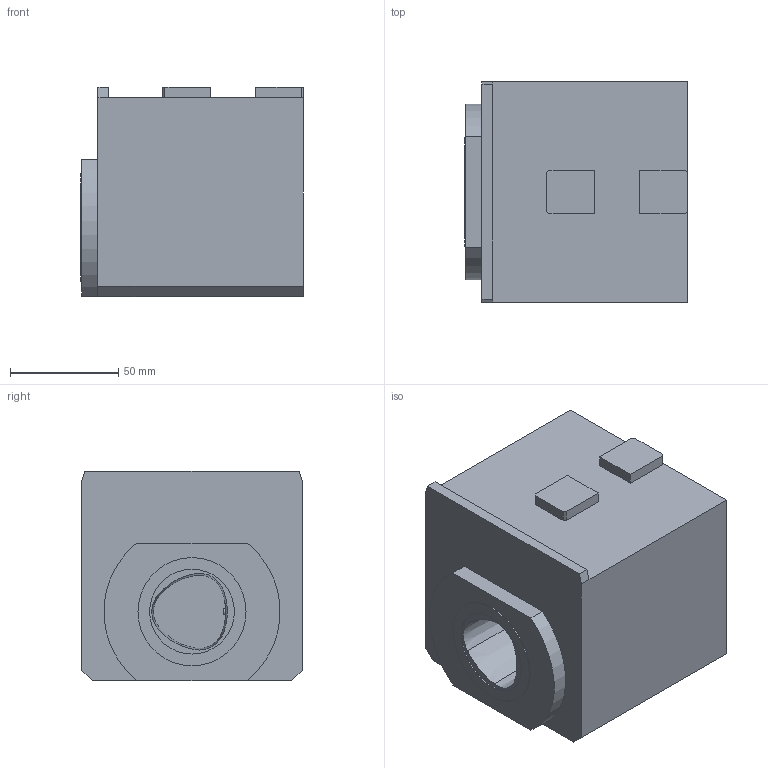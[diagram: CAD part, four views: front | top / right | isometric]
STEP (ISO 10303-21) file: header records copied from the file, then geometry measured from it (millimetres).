
FILE_DESCRIPTION(/* description */ (''),/* implementation_level */ '2;1');
FILE_NAME(/* name */ '1533614146579.stp',/* time_stamp */ '2018-08-07T09:25:56+06:00',/* author */ (''),/* organization */ ('SMS'),/* preprocessor_version */ 'ST-DEVELOPER v15',/* originating_system */ 'SIEMENS PLM Software NX 8.5',/* authorisation */ '');
FILE_SCHEMA (('AUTOMOTIVE_DESIGN { 1 0 10303 214 3 1 1 1 }'));
Length unit declared in the file: millimetre
Products named in the file (1): 201697587mod000_00
Bounding box: 103 x 102 x 97 mm (x, y, z)
Volume: 903366.6 mm3; surface area: 62070.3 mm2
Topology: 1 solids, 1 shells, 43 faces, 104 edges, 72 vertices
Faces by surface type: plane 32, cone 6, cylinder 5
Full cylindrical faces by diameter (mm): 3 x1, 39.2 x1, 50.013 x1
Entity records: 1351 total; most frequent: CARTESIAN_POINT 275, DIRECTION 214, ORIENTED_EDGE 200, EDGE_CURVE 100, LINE 78, VECTOR 78, VERTEX_POINT 68, AXIS2_PLACEMENT_3D 68
